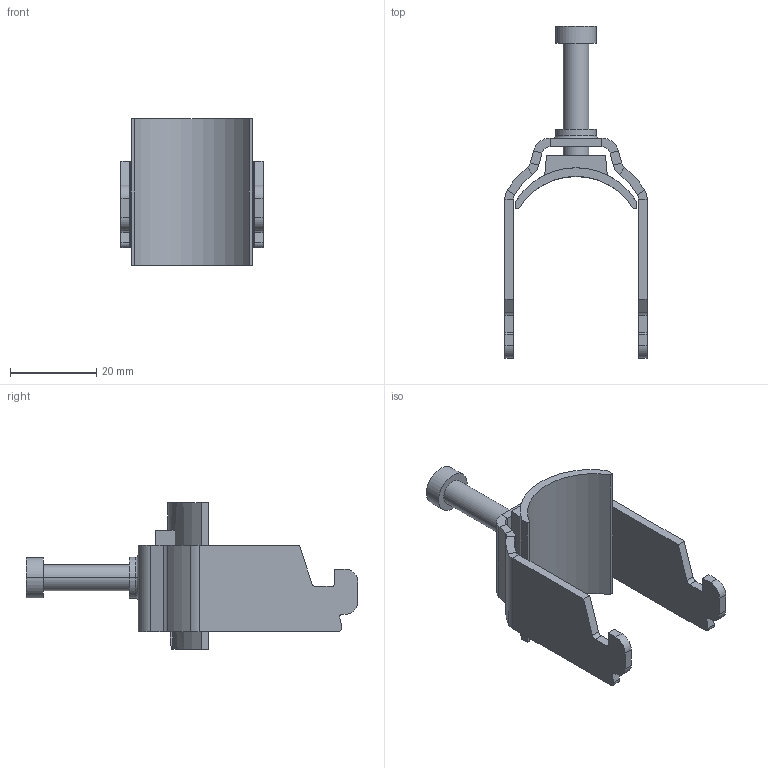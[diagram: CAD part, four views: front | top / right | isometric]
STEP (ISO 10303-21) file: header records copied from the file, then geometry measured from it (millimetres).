
FILE_DESCRIPTION (( 'STEP AP214' ), '1' );
FILE_NAME ('1183648.stp', '2017-02-06T12:54:04', ( '' ), ( '' ), 'SwSTEP 2.0', 'SolidWorks 2016', '' );
FILE_SCHEMA (( 'AUTOMOTIVE_DESIGN' ));
Length unit declared in the file: millimetre
Products named in the file (5): EB101-05-02_Standard; EB101-00-04_Standard; EB115-00-03_M6 x 26; EB301-05-01_Standard; 1183648
Assembly tree (4 placements, depth 2):
  1183648
    EB301-05-01_Standard
    EB115-00-03_M6 x 26
    EB101-00-04_Standard
    EB101-05-02_Standard
Bounding box: 33 x 77 x 34 mm (x, y, z)
Volume: 8034 mm3; surface area: 9228.1 mm2
Topology: 4 solids, 4 shells, 200 faces, 497 edges, 309 vertices
Faces by surface type: plane 120, cylinder 66, torus 8, cone 6
Entity records: 6081 total; most frequent: DIRECTION 1069, CARTESIAN_POINT 1011, ORIENTED_EDGE 990, EDGE_CURVE 495, AXIS2_PLACEMENT_3D 367, VECTOR 335, LINE 335, VERTEX_POINT 309
